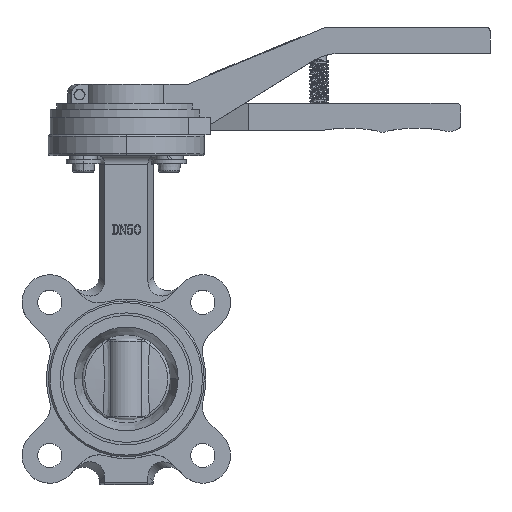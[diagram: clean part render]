
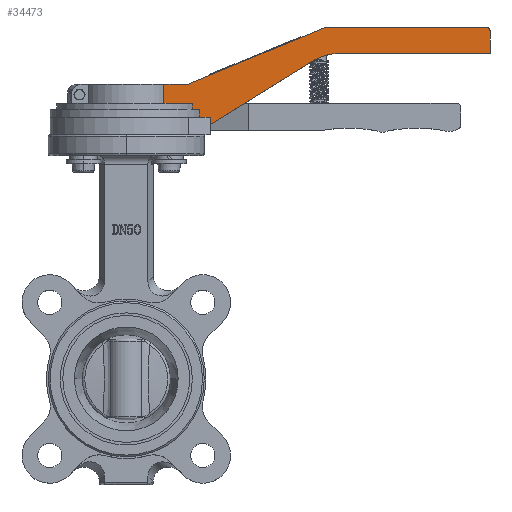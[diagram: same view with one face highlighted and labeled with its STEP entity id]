
A CAD part, top view. The second image highlights one B-rep face of the part: STEP entity #34473.
In plain terms, the highlighted planar face has unit normal (0, 0, 1).
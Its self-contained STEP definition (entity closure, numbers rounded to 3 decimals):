
#54 = CARTESIAN_POINT ( 'NONE',  ( 115.844, 188., 13. ) ) ;
#336 = EDGE_CURVE ( 'NONE', #28443, #49365, #58679, .T. ) ;
#1464 = ORIENTED_EDGE ( 'NONE', *, *, #57464, .T. ) ;
#1753 = VECTOR ( 'NONE', #40090, 1000. ) ;
#2006 = VECTOR ( 'NONE', #50893, 1000. ) ;
#2898 = CARTESIAN_POINT ( 'NONE',  ( 38.13, 155.6, 13. ) ) ;
#4601 = CARTESIAN_POINT ( 'NONE',  ( 21.693, 146.515, 13. ) ) ;
#4619 = EDGE_CURVE ( 'NONE', #49365, #24046, #25874, .T. ) ;
#4924 = EDGE_CURVE ( 'NONE', #21830, #37153, #7897, .T. ) ;
#5137 = LINE ( 'NONE', #40604, #42072 ) ;
#5284 = VECTOR ( 'NONE', #53078, 1000. ) ;
#5589 = VECTOR ( 'NONE', #51079, 1000. ) ;
#6181 = DIRECTION ( 'NONE',  ( 0., 0., 1. ) ) ;
#6854 = CIRCLE ( 'NONE', #40164, 2. ) ;
#7897 = LINE ( 'NONE', #21918, #1753 ) ;
#8572 = CARTESIAN_POINT ( 'NONE',  ( 42.036, 174.758, 13. ) ) ;
#8890 = CARTESIAN_POINT ( 'NONE',  ( 21.693, 174.758, 13. ) ) ;
#9519 = DIRECTION ( 'NONE',  ( 1., 0., 0. ) ) ;
#9604 = CIRCLE ( 'NONE', #22915, 30. ) ;
#10080 = DIRECTION ( 'NONE',  ( 0., 1., 0. ) ) ;
#10779 = EDGE_CURVE ( 'NONE', #13044, #21830, #37730, .T. ) ;
#10843 = DIRECTION ( 'NONE',  ( -1., 0., 0. ) ) ;
#13044 = VERTEX_POINT ( 'NONE', #18964 ) ;
#13046 = DIRECTION ( 'NONE',  ( 0., -1., 0. ) ) ;
#13622 = CARTESIAN_POINT ( 'NONE',  ( 123.482, 188., 13. ) ) ;
#13684 = EDGE_LOOP ( 'NONE', ( #23209, #18434, #15278, #32341, #30883, #33131, #18358, #1464, #21776, #21654, #41238, #52820, #55917, #13827, #28746, #54035 ) ) ;
#13827 = ORIENTED_EDGE ( 'NONE', *, *, #24008, .T. ) ;
#14250 = LINE ( 'NONE', #41914, #27919 ) ;
#14287 = LINE ( 'NONE', #54, #55607 ) ;
#15203 = CARTESIAN_POINT ( 'NONE',  ( 209.996, 188., 13. ) ) ;
#15278 = ORIENTED_EDGE ( 'NONE', *, *, #52362, .T. ) ;
#18011 = PLANE ( 'NONE',  #46286 ) ;
#18358 = ORIENTED_EDGE ( 'NONE', *, *, #24224, .F. ) ;
#18434 = ORIENTED_EDGE ( 'NONE', *, *, #4619, .T. ) ;
#18445 = CARTESIAN_POINT ( 'NONE',  ( 42.036, 151., 13. ) ) ;
#18727 = DIRECTION ( 'NONE',  ( 0.85, 0.526, 0. ) ) ;
#18964 = CARTESIAN_POINT ( 'NONE',  ( 45., 151., 13. ) ) ;
#19269 = CARTESIAN_POINT ( 'NONE',  ( 115.844, 159., 13. ) ) ;
#19671 = CARTESIAN_POINT ( 'NONE',  ( 38.13, 159., 13. ) ) ;
#19704 = CARTESIAN_POINT ( 'NONE',  ( 42.036, 155.6, 13. ) ) ;
#20144 = CARTESIAN_POINT ( 'NONE',  ( 45., 174.758, 13. ) ) ;
#20181 = EDGE_CURVE ( 'NONE', #20990, #28443, #54729, .T. ) ;
#20990 = VERTEX_POINT ( 'NONE', #19671 ) ;
#21654 = ORIENTED_EDGE ( 'NONE', *, *, #45860, .T. ) ;
#21776 = ORIENTED_EDGE ( 'NONE', *, *, #33637, .T. ) ;
#21830 = VERTEX_POINT ( 'NONE', #26138 ) ;
#21840 = CARTESIAN_POINT ( 'NONE',  ( 114.953, 203., 13. ) ) ;
#21918 = CARTESIAN_POINT ( 'NONE',  ( 115.844, 146.515, 13. ) ) ;
#22915 = AXIS2_PLACEMENT_3D ( 'NONE', #30030, #56716, #52000 ) ;
#22980 = CARTESIAN_POINT ( 'NONE',  ( 115.844, 170., 13. ) ) ;
#23209 = ORIENTED_EDGE ( 'NONE', *, *, #336, .T. ) ;
#24008 = EDGE_CURVE ( 'NONE', #47594, #45667, #32414, .T. ) ;
#24046 = VERTEX_POINT ( 'NONE', #18445 ) ;
#24224 = EDGE_CURVE ( 'NONE', #26429, #48374, #9604, .T. ) ;
#24715 = CARTESIAN_POINT ( 'NONE',  ( 21.693, 170., 13. ) ) ;
#25874 = LINE ( 'NONE', #8572, #27393 ) ;
#26138 = CARTESIAN_POINT ( 'NONE',  ( 45., 146.515, 13. ) ) ;
#26429 = VERTEX_POINT ( 'NONE', #13622 ) ;
#27393 = VECTOR ( 'NONE', #13046, 1000. ) ;
#27471 = VERTEX_POINT ( 'NONE', #21840 ) ;
#27919 = VECTOR ( 'NONE', #18727, 1000. ) ;
#28072 = EDGE_CURVE ( 'NONE', #27471, #53956, #5137, .T. ) ;
#28443 = VERTEX_POINT ( 'NONE', #2898 ) ;
#28746 = ORIENTED_EDGE ( 'NONE', *, *, #42525, .T. ) ;
#29477 = VERTEX_POINT ( 'NONE', #49490 ) ;
#29621 = CARTESIAN_POINT ( 'NONE',  ( 115.844, 203., 13. ) ) ;
#29665 = CARTESIAN_POINT ( 'NONE',  ( 47.889, 146.515, 13. ) ) ;
#30030 = CARTESIAN_POINT ( 'NONE',  ( 123.482, 158., 13. ) ) ;
#30883 = ORIENTED_EDGE ( 'NONE', *, *, #4924, .T. ) ;
#31487 = CARTESIAN_POINT ( 'NONE',  ( 115.844, 151., 13. ) ) ;
#31709 = DIRECTION ( 'NONE',  ( 0., 0., 1. ) ) ;
#32341 = ORIENTED_EDGE ( 'NONE', *, *, #10779, .T. ) ;
#32414 = LINE ( 'NONE', #8890, #42774 ) ;
#32769 = CARTESIAN_POINT ( 'NONE',  ( 38.13, 174.758, 13. ) ) ;
#33131 = ORIENTED_EDGE ( 'NONE', *, *, #47733, .T. ) ;
#33134 = CARTESIAN_POINT ( 'NONE',  ( 35.382, 170., 13. ) ) ;
#33418 = VERTEX_POINT ( 'NONE', #58332 ) ;
#33637 = EDGE_CURVE ( 'NONE', #40249, #33418, #39064, .T. ) ;
#34006 = CARTESIAN_POINT ( 'NONE',  ( 209.996, 174.758, 13. ) ) ;
#34473 = ADVANCED_FACE ( 'NONE', ( #54547 ), #18011, .T. ) ;
#35271 = CARTESIAN_POINT ( 'NONE',  ( 115.844, 155.6, 13. ) ) ;
#35494 = VECTOR ( 'NONE', #49308, 1000. ) ;
#37153 = VERTEX_POINT ( 'NONE', #29665 ) ;
#37730 = LINE ( 'NONE', #20144, #49724 ) ;
#39064 = LINE ( 'NONE', #34006, #47319 ) ;
#40090 = DIRECTION ( 'NONE',  ( 1., 0., 0. ) ) ;
#40164 = AXIS2_PLACEMENT_3D ( 'NONE', #55540, #6181, #10080 ) ;
#40249 = VERTEX_POINT ( 'NONE', #15203 ) ;
#40500 = CARTESIAN_POINT ( 'NONE',  ( 107.7, 183.513, 13. ) ) ;
#40604 = CARTESIAN_POINT ( 'NONE',  ( 114.953, 203., 13. ) ) ;
#41238 = ORIENTED_EDGE ( 'NONE', *, *, #53480, .T. ) ;
#41726 = LINE ( 'NONE', #22980, #54863 ) ;
#41857 = EDGE_CURVE ( 'NONE', #53956, #47594, #41726, .T. ) ;
#41914 = CARTESIAN_POINT ( 'NONE',  ( 77.794, 165.014, 13. ) ) ;
#42072 = VECTOR ( 'NONE', #58660, 1000. ) ;
#42525 = EDGE_CURVE ( 'NONE', #45667, #20990, #55771, .T. ) ;
#42774 = VECTOR ( 'NONE', #45495, 1000. ) ;
#43460 = CARTESIAN_POINT ( 'NONE',  ( 21.693, 159., 13. ) ) ;
#45495 = DIRECTION ( 'NONE',  ( 0., -1., 0. ) ) ;
#45667 = VERTEX_POINT ( 'NONE', #43460 ) ;
#45860 = EDGE_CURVE ( 'NONE', #33418, #29477, #6854, .T. ) ;
#46286 = AXIS2_PLACEMENT_3D ( 'NONE', #4601, #31709, #54239 ) ;
#46609 = DIRECTION ( 'NONE',  ( 0., -1., 0. ) ) ;
#47319 = VECTOR ( 'NONE', #52105, 1000. ) ;
#47594 = VERTEX_POINT ( 'NONE', #24715 ) ;
#47733 = EDGE_CURVE ( 'NONE', #37153, #48374, #14250, .T. ) ;
#48374 = VERTEX_POINT ( 'NONE', #40500 ) ;
#49308 = DIRECTION ( 'NONE',  ( 1., 0., 0. ) ) ;
#49365 = VERTEX_POINT ( 'NONE', #19704 ) ;
#49490 = CARTESIAN_POINT ( 'NONE',  ( 207.996, 203., 13. ) ) ;
#49724 = VECTOR ( 'NONE', #46609, 1000. ) ;
#50191 = LINE ( 'NONE', #31487, #35494 ) ;
#50893 = DIRECTION ( 'NONE',  ( 0., -1., 0. ) ) ;
#51079 = DIRECTION ( 'NONE',  ( 1., 0., 0. ) ) ;
#51623 = VECTOR ( 'NONE', #10843, 1000. ) ;
#52000 = DIRECTION ( 'NONE',  ( 0., 1., 0. ) ) ;
#52105 = DIRECTION ( 'NONE',  ( 0., 1., 0. ) ) ;
#52362 = EDGE_CURVE ( 'NONE', #24046, #13044, #50191, .T. ) ;
#52820 = ORIENTED_EDGE ( 'NONE', *, *, #28072, .T. ) ;
#53078 = DIRECTION ( 'NONE',  ( 1., 0., 0. ) ) ;
#53480 = EDGE_CURVE ( 'NONE', #29477, #27471, #55719, .T. ) ;
#53956 = VERTEX_POINT ( 'NONE', #33134 ) ;
#54035 = ORIENTED_EDGE ( 'NONE', *, *, #20181, .T. ) ;
#54239 = DIRECTION ( 'NONE',  ( 0., -1., 0. ) ) ;
#54547 = FACE_OUTER_BOUND ( 'NONE', #13684, .T. ) ;
#54729 = LINE ( 'NONE', #32769, #2006 ) ;
#54863 = VECTOR ( 'NONE', #55035, 1000. ) ;
#55035 = DIRECTION ( 'NONE',  ( -1., 0., 0. ) ) ;
#55540 = CARTESIAN_POINT ( 'NONE',  ( 207.996, 201., 13. ) ) ;
#55607 = VECTOR ( 'NONE', #9519, 1000. ) ;
#55719 = LINE ( 'NONE', #29621, #51623 ) ;
#55771 = LINE ( 'NONE', #19269, #5589 ) ;
#55917 = ORIENTED_EDGE ( 'NONE', *, *, #41857, .T. ) ;
#56716 = DIRECTION ( 'NONE',  ( 0., 0., 1. ) ) ;
#57464 = EDGE_CURVE ( 'NONE', #26429, #40249, #14287, .T. ) ;
#58332 = CARTESIAN_POINT ( 'NONE',  ( 209.996, 201., 13. ) ) ;
#58660 = DIRECTION ( 'NONE',  ( -0.924, -0.383, 0. ) ) ;
#58679 = LINE ( 'NONE', #35271, #5284 ) ;
